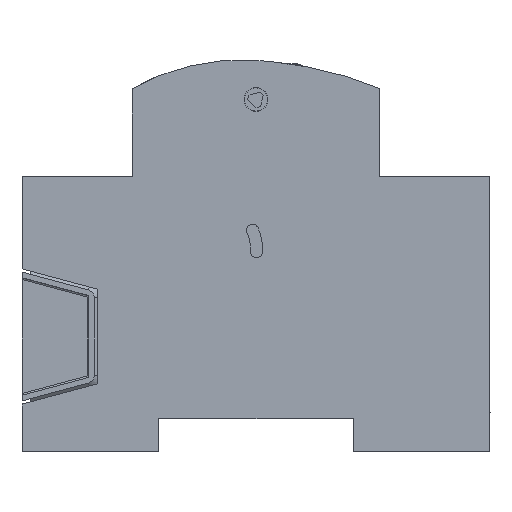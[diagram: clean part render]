
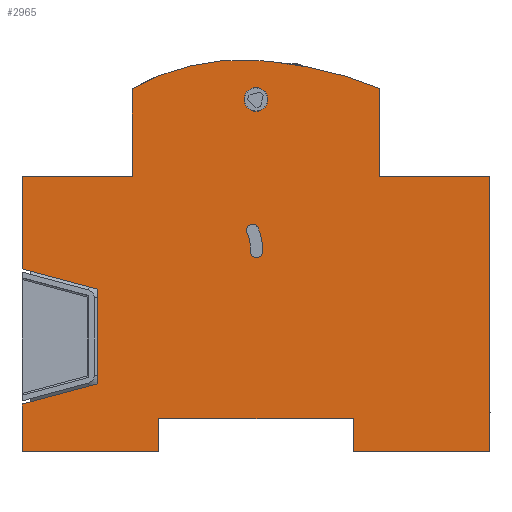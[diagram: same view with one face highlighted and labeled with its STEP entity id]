
A CAD part, left-side view. The second image highlights one B-rep face of the part: STEP entity #2965.
In plain terms, the highlighted planar face has unit normal (-1, 0, 0).
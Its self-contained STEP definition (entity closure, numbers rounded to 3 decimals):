
#2822=FACE_BOUND('',#3883,.T.);
#2823=FACE_BOUND('',#3884,.T.);
#2824=FACE_BOUND('',#3885,.T.);
#2965=ADVANCED_FACE('',(#2822,#2823,#2824),#3310,.F.);
#3310=PLANE('',#9034);
#3883=EDGE_LOOP('',(#4796,#4797,#4798,#4799));
#3884=EDGE_LOOP('',(#4800,#4801));
#3885=EDGE_LOOP('',(#4802,#4803,#4804,#4805,#4806,#4807,#4808,#4809,#4810,
#4811,#4812,#4813,#4814,#4815,#4816,#4817,#4818,#4819));
#4231=CIRCLE('',#8966,70.004);
#4253=CIRCLE('',#9026,8.);
#4254=CIRCLE('',#9027,1.1);
#4255=CIRCLE('',#9028,10.2);
#4256=CIRCLE('',#9029,1.1);
#4257=CIRCLE('',#9030,2.15);
#4258=CIRCLE('',#9031,2.15);
#4259=CIRCLE('',#9032,70.004);
#4260=CIRCLE('',#9033,40.);
#4796=ORIENTED_EDGE('',*,*,#7189,.T.);
#4797=ORIENTED_EDGE('',*,*,#7190,.T.);
#4798=ORIENTED_EDGE('',*,*,#7191,.T.);
#4799=ORIENTED_EDGE('',*,*,#7192,.T.);
#4800=ORIENTED_EDGE('',*,*,#7193,.T.);
#4801=ORIENTED_EDGE('',*,*,#7194,.T.);
#4802=ORIENTED_EDGE('',*,*,#7195,.T.);
#4803=ORIENTED_EDGE('',*,*,#7196,.F.);
#4804=ORIENTED_EDGE('',*,*,#7019,.T.);
#4805=ORIENTED_EDGE('',*,*,#7197,.T.);
#4806=ORIENTED_EDGE('',*,*,#7198,.T.);
#4807=ORIENTED_EDGE('',*,*,#7199,.T.);
#4808=ORIENTED_EDGE('',*,*,#7200,.T.);
#4809=ORIENTED_EDGE('',*,*,#7201,.T.);
#4810=ORIENTED_EDGE('',*,*,#7202,.T.);
#4811=ORIENTED_EDGE('',*,*,#7203,.T.);
#4812=ORIENTED_EDGE('',*,*,#7204,.T.);
#4813=ORIENTED_EDGE('',*,*,#7205,.T.);
#4814=ORIENTED_EDGE('',*,*,#7206,.T.);
#4815=ORIENTED_EDGE('',*,*,#7207,.T.);
#4816=ORIENTED_EDGE('',*,*,#7208,.T.);
#4817=ORIENTED_EDGE('',*,*,#7209,.T.);
#4818=ORIENTED_EDGE('',*,*,#7210,.T.);
#4819=ORIENTED_EDGE('',*,*,#7186,.T.);
#6385=VERTEX_POINT('',#11468);
#6386=VERTEX_POINT('',#11470);
#6507=VERTEX_POINT('',#12282);
#6508=VERTEX_POINT('',#12284);
#6509=VERTEX_POINT('',#12289);
#6510=VERTEX_POINT('',#12290);
#6511=VERTEX_POINT('',#12292);
#6512=VERTEX_POINT('',#12294);
#6513=VERTEX_POINT('',#12297);
#6514=VERTEX_POINT('',#12298);
#6515=VERTEX_POINT('',#12301);
#6516=VERTEX_POINT('',#12304);
#6517=VERTEX_POINT('',#12306);
#6518=VERTEX_POINT('',#12308);
#6519=VERTEX_POINT('',#12310);
#6520=VERTEX_POINT('',#12312);
#6521=VERTEX_POINT('',#12314);
#6522=VERTEX_POINT('',#12316);
#6523=VERTEX_POINT('',#12318);
#6524=VERTEX_POINT('',#12320);
#6525=VERTEX_POINT('',#12322);
#6526=VERTEX_POINT('',#12324);
#6527=VERTEX_POINT('',#12326);
#6528=VERTEX_POINT('',#12328);
#7019=EDGE_CURVE('',#6386,#6385,#4231,.T.);
#7186=EDGE_CURVE('',#6508,#6507,#7977,.T.);
#7189=EDGE_CURVE('',#6509,#6510,#4253,.T.);
#7190=EDGE_CURVE('',#6510,#6511,#4254,.T.);
#7191=EDGE_CURVE('',#6511,#6512,#4255,.T.);
#7192=EDGE_CURVE('',#6512,#6509,#4256,.T.);
#7193=EDGE_CURVE('',#6513,#6514,#4257,.T.);
#7194=EDGE_CURVE('',#6514,#6513,#4258,.T.);
#7195=EDGE_CURVE('',#6507,#6515,#7980,.T.);
#7196=EDGE_CURVE('',#6386,#6515,#7981,.T.);
#7197=EDGE_CURVE('',#6385,#6516,#4259,.T.);
#7198=EDGE_CURVE('',#6516,#6517,#4260,.T.);
#7199=EDGE_CURVE('',#6517,#6518,#7982,.T.);
#7200=EDGE_CURVE('',#6518,#6519,#7983,.T.);
#7201=EDGE_CURVE('',#6519,#6520,#7984,.T.);
#7202=EDGE_CURVE('',#6520,#6521,#7985,.T.);
#7203=EDGE_CURVE('',#6521,#6522,#7986,.T.);
#7204=EDGE_CURVE('',#6522,#6523,#7987,.T.);
#7205=EDGE_CURVE('',#6523,#6524,#7988,.T.);
#7206=EDGE_CURVE('',#6524,#6525,#7989,.T.);
#7207=EDGE_CURVE('',#6525,#6526,#7990,.T.);
#7208=EDGE_CURVE('',#6526,#6527,#7991,.T.);
#7209=EDGE_CURVE('',#6527,#6528,#7992,.T.);
#7210=EDGE_CURVE('',#6528,#6508,#7993,.T.);
#7977=LINE('',#12283,#8490);
#7980=LINE('',#12300,#8493);
#7981=LINE('',#12302,#8494);
#7982=LINE('',#12307,#8495);
#7983=LINE('',#12309,#8496);
#7984=LINE('',#12311,#8497);
#7985=LINE('',#12313,#8498);
#7986=LINE('',#12315,#8499);
#7987=LINE('',#12317,#8500);
#7988=LINE('',#12319,#8501);
#7989=LINE('',#12321,#8502);
#7990=LINE('',#12323,#8503);
#7991=LINE('',#12325,#8504);
#7992=LINE('',#12327,#8505);
#7993=LINE('',#12329,#8506);
#8490=VECTOR('',#9884,1.);
#8493=VECTOR('',#9901,1.);
#8494=VECTOR('',#9902,1.);
#8495=VECTOR('',#9907,1.);
#8496=VECTOR('',#9908,1.);
#8497=VECTOR('',#9909,1.);
#8498=VECTOR('',#9910,1.);
#8499=VECTOR('',#9911,1.);
#8500=VECTOR('',#9912,1.);
#8501=VECTOR('',#9913,1.);
#8502=VECTOR('',#9914,1.);
#8503=VECTOR('',#9915,1.);
#8504=VECTOR('',#9916,1.);
#8505=VECTOR('',#9917,1.);
#8506=VECTOR('',#9918,1.);
#8966=AXIS2_PLACEMENT_3D('',#11469,#9681,#9682);
#9026=AXIS2_PLACEMENT_3D('',#12288,#9889,#9890);
#9027=AXIS2_PLACEMENT_3D('',#12291,#9891,#9892);
#9028=AXIS2_PLACEMENT_3D('',#12293,#9893,#9894);
#9029=AXIS2_PLACEMENT_3D('',#12295,#9895,#9896);
#9030=AXIS2_PLACEMENT_3D('',#12296,#9897,#9898);
#9031=AXIS2_PLACEMENT_3D('',#12299,#9899,#9900);
#9032=AXIS2_PLACEMENT_3D('',#12303,#9903,#9904);
#9033=AXIS2_PLACEMENT_3D('',#12305,#9905,#9906);
#9034=AXIS2_PLACEMENT_3D('',#12330,#9919,#9920);
#9681=DIRECTION('',(-1.,0.,0.));
#9682=DIRECTION('',(0.,-0.101,0.995));
#9884=DIRECTION('',(0.,0.,1.));
#9889=DIRECTION('',(-1.,0.,0.));
#9890=DIRECTION('',(0.,-0.999,-0.035));
#9891=DIRECTION('',(1.,0.,0.));
#9892=DIRECTION('',(0.,1.,0.));
#9893=DIRECTION('',(1.,0.,0.));
#9894=DIRECTION('',(0.,-0.921,0.391));
#9895=DIRECTION('',(1.,0.,0.));
#9896=DIRECTION('',(0.,1.,0.));
#9897=DIRECTION('',(1.,0.,0.));
#9898=DIRECTION('',(0.,-1.,0.));
#9899=DIRECTION('',(1.,0.,0.));
#9900=DIRECTION('',(0.,-1.,0.));
#9901=DIRECTION('',(0.,1.,0.));
#9902=DIRECTION('',(0.,0.,-1.));
#9903=DIRECTION('',(-1.,0.,0.));
#9904=DIRECTION('',(0.,-0.101,0.995));
#9905=DIRECTION('',(-1.,0.,0.));
#9906=DIRECTION('',(0.,1.,0.));
#9907=DIRECTION('',(0.,0.,-1.));
#9908=DIRECTION('',(0.,1.,0.));
#9909=DIRECTION('',(0.,0.,-1.));
#9910=DIRECTION('',(0.,-0.966,-0.259));
#9911=DIRECTION('',(0.,0.,-1.));
#9912=DIRECTION('',(0.,0.966,-0.259));
#9913=DIRECTION('',(0.,0.,-1.));
#9914=DIRECTION('',(0.,-1.,0.));
#9915=DIRECTION('',(0.,0.,1.));
#9916=DIRECTION('',(0.,-1.,0.));
#9917=DIRECTION('',(0.,0.,-1.));
#9918=DIRECTION('',(0.,-1.,0.));
#9919=DIRECTION('',(1.,0.,0.));
#9920=DIRECTION('',(0.,0.,-1.));
#11468=CARTESIAN_POINT('',(0.,39.45,70.844));
#11469=CARTESIAN_POINT('',(0.,46.5,1.196));
#11470=CARTESIAN_POINT('',(0.,20.,65.99));
#12282=CARTESIAN_POINT('',(0.,0.,50.));
#12283=CARTESIAN_POINT('',(0.,0.,64.));
#12284=CARTESIAN_POINT('',(0.,0.,0.));
#12288=CARTESIAN_POINT('',(0.,51.5,36.7));
#12289=CARTESIAN_POINT('',(0.,43.505,36.421));
#12290=CARTESIAN_POINT('',(0.,44.136,39.826));
#12291=CARTESIAN_POINT('',(0.,43.123,40.256));
#12292=CARTESIAN_POINT('',(0.,42.111,40.685));
#12293=CARTESIAN_POINT('',(0.,51.5,36.7));
#12294=CARTESIAN_POINT('',(0.,41.306,36.344));
#12295=CARTESIAN_POINT('',(0.,42.406,36.382));
#12296=CARTESIAN_POINT('',(0.,42.5,64.));
#12297=CARTESIAN_POINT('',(0.,40.35,64.));
#12298=CARTESIAN_POINT('',(0.,44.65,64.));
#12299=CARTESIAN_POINT('',(0.,42.5,64.));
#12300=CARTESIAN_POINT('',(0.,2.,50.));
#12301=CARTESIAN_POINT('',(0.,20.,50.));
#12302=CARTESIAN_POINT('',(0.,20.,50.1));
#12303=CARTESIAN_POINT('',(0.,46.5,1.196));
#12304=CARTESIAN_POINT('',(0.,43.5,71.136));
#12305=CARTESIAN_POINT('',(0.,45.214,31.172));
#12306=CARTESIAN_POINT('',(0.,65.,65.936));
#12307=CARTESIAN_POINT('',(0.,65.,64.46));
#12308=CARTESIAN_POINT('',(0.,65.,50.));
#12309=CARTESIAN_POINT('',(0.,65.,50.));
#12310=CARTESIAN_POINT('',(0.,85.,50.));
#12311=CARTESIAN_POINT('',(0.,85.,48.));
#12312=CARTESIAN_POINT('',(0.,85.,33.208));
#12313=CARTESIAN_POINT('',(0.,83.518,32.811));
#12314=CARTESIAN_POINT('',(0.,71.3,29.537));
#12315=CARTESIAN_POINT('',(0.,71.3,28.002));
#12316=CARTESIAN_POINT('',(0.,71.3,12.362));
#12317=CARTESIAN_POINT('',(0.,72.782,11.965));
#12318=CARTESIAN_POINT('',(0.,85.,8.691));
#12319=CARTESIAN_POINT('',(0.,85.,7.156));
#12320=CARTESIAN_POINT('',(0.,85.,0.));
#12321=CARTESIAN_POINT('',(0.,84.,0.));
#12322=CARTESIAN_POINT('',(0.,60.2,0.));
#12323=CARTESIAN_POINT('',(0.,60.2,1.));
#12324=CARTESIAN_POINT('',(0.,60.2,6.));
#12325=CARTESIAN_POINT('',(0.,60.2,6.));
#12326=CARTESIAN_POINT('',(0.,24.8,6.));
#12327=CARTESIAN_POINT('',(0.,24.8,6.));
#12328=CARTESIAN_POINT('',(0.,24.8,0.));
#12329=CARTESIAN_POINT('',(0.,23.8,0.));
#12330=CARTESIAN_POINT('',(0.,42.5,64.));
